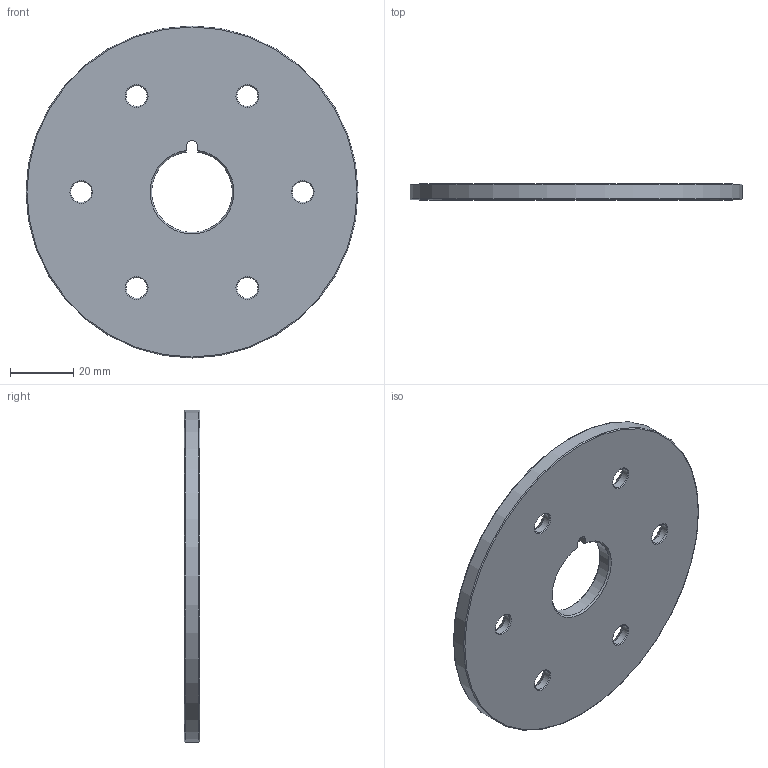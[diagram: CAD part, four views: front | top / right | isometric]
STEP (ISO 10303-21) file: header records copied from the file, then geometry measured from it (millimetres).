
FILE_DESCRIPTION (( 'STEP AP214' ), '1' );
FILE_NAME ('STARK_804 510-1_B.STEP', '2021-08-11T08:20:43', ( '' ), ( '' ), 'SwSTEP 2.0', 'SolidWorks 2019', '' );
FILE_SCHEMA (( 'AUTOMOTIVE_DESIGN' ));
Length unit declared in the file: millimetre
Products named in the file (1): STARK_804 510-1_B
Bounding box: 104.9 x 5 x 104.9 mm (x, y, z)
Volume: 39052.5 mm3; surface area: 18245.7 mm2
Topology: 1 solids, 1 shells, 29 faces, 67 edges, 40 vertices
Faces by surface type: cone 14, cylinder 9, plane 4, torus 2
Full cylindrical faces by diameter (mm): 6.6 x6, 104.9 x1
Entity records: 796 total; most frequent: CARTESIAN_POINT 140, DIRECTION 136, ORIENTED_EDGE 92, EDGE_LOOP 64, AXIS2_PLACEMENT_3D 64, EDGE_CURVE 46, VERTEX_POINT 40, FACE_OUTER_BOUND 38
